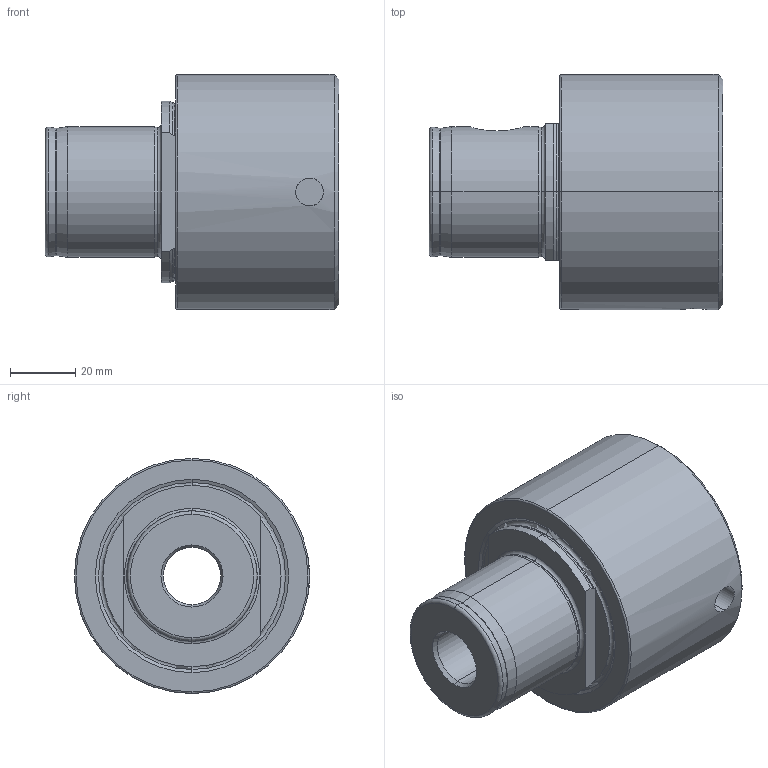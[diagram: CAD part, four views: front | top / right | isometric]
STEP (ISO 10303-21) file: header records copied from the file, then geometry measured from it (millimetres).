
FILE_DESCRIPTION (( 'STEP AP214' ), '1' );
FILE_NAME ('392.720.340.STEP', '2024-08-23T10:05:44', ( '' ), ( '' ), 'SwSTEP 2.0', 'SolidWorks 2022', '' );
FILE_SCHEMA (( 'AUTOMOTIVE_DESIGN' ));
Length unit declared in the file: millimetre
Products named in the file (1): 392.720.340
Bounding box: 90 x 72 x 72 mm (x, y, z)
Volume: 190411 mm3; surface area: 33368.4 mm2
Topology: 1 solids, 1 shells, 85 faces, 195 edges, 116 vertices
Faces by surface type: cone 26, torus 24, cylinder 20, plane 15
Entity records: 2808 total; most frequent: CARTESIAN_POINT 797, DIRECTION 443, ORIENTED_EDGE 390, EDGE_CURVE 195, AXIS2_PLACEMENT_3D 191, VERTEX_POINT 116, CIRCLE 105, EDGE_LOOP 95
